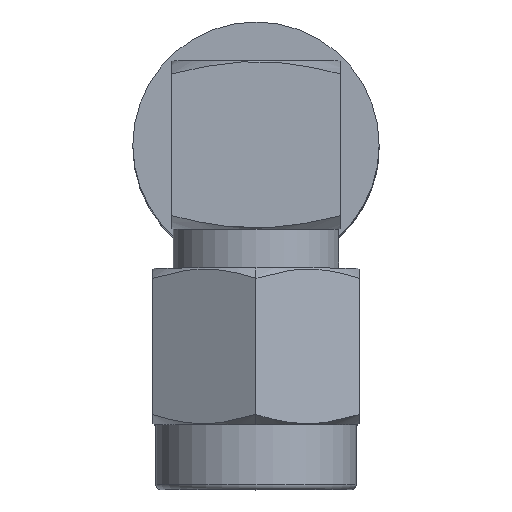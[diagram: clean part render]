
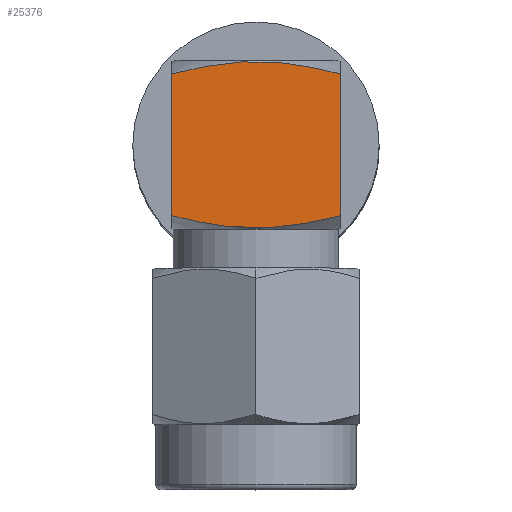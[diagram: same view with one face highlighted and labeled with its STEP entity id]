
A CAD part, top view. The second image highlights one B-rep face of the part: STEP entity #25376.
In plain terms, the highlighted face is planar.
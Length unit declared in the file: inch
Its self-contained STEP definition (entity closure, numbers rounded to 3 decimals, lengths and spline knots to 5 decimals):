
#1159 = EDGE_CURVE ( 'NONE', #16905, #2383, #1474, .T. ) ;
#1417 = DIRECTION ( 'NONE',  ( 0., 1., 0. ) ) ;
#1474 = B_SPLINE_CURVE_WITH_KNOTS ( 'NONE', 3,
 ( #16318, #13962, #7460, #24657, #3582, #26883, #7321, #26355, #26627, #15781 ),
 .UNSPECIFIED., .F., .F.,
 ( 4, 2, 2, 2, 4 ),
 ( 0.00335, 0.005, 0.00666, 0.00831, 0.00996 ),
 .UNSPECIFIED. ) ;
#1683 = CARTESIAN_POINT ( 'NONE',  ( -0.10691, 0., 0.11292 ) ) ;
#2383 = VERTEX_POINT ( 'NONE', #13509 ) ;
#3273 = ORIENTED_EDGE ( 'NONE', *, *, #6588, .T. ) ;
#3540 = CARTESIAN_POINT ( 'NONE',  ( -0.12795, 0., -0.12795 ) ) ;
#3582 = CARTESIAN_POINT ( 'NONE',  ( -0.02166, 0., -0.12653 ) ) ;
#3628 = CARTESIAN_POINT ( 'NONE',  ( -0.12795, 0., 0.1076 ) ) ;
#4758 = VERTEX_POINT ( 'NONE', #23312 ) ;
#5516 = VECTOR ( 'NONE', #22055, 39.37008 ) ;
#5885 = EDGE_CURVE ( 'NONE', #11212, #2383, #7196, .T. ) ;
#5927 = ORIENTED_EDGE ( 'NONE', *, *, #9427, .F. ) ;
#6379 = CARTESIAN_POINT ( 'NONE',  ( -0.08562, 0., 0.11768 ) ) ;
#6588 = EDGE_CURVE ( 'NONE', #11212, #4758, #17799, .T. ) ;
#7196 = LINE ( 'NONE', #11220, #5516 ) ;
#7321 = CARTESIAN_POINT ( 'NONE',  ( 0.04268, 0., -0.12456 ) ) ;
#7460 = CARTESIAN_POINT ( 'NONE',  ( -0.08562, 0., -0.11768 ) ) ;
#7810 = DIRECTION ( 'NONE',  ( 0., 0., 1. ) ) ;
#9190 = AXIS2_PLACEMENT_3D ( 'NONE', #22629, #1417, #26304 ) ;
#9427 = EDGE_CURVE ( 'NONE', #16905, #4758, #11444, .T. ) ;
#10399 = CARTESIAN_POINT ( 'NONE',  ( -0.02166, 0., 0.12653 ) ) ;
#11212 = VERTEX_POINT ( 'NONE', #22354 ) ;
#11220 = CARTESIAN_POINT ( 'NONE',  ( 0.12795, 0., -0.12795 ) ) ;
#11444 = LINE ( 'NONE', #3540, #16404 ) ;
#12473 = CARTESIAN_POINT ( 'NONE',  ( 0.08577, 0., 0.11766 ) ) ;
#13509 = CARTESIAN_POINT ( 'NONE',  ( 0.12795, 0., -0.1076 ) ) ;
#13962 = CARTESIAN_POINT ( 'NONE',  ( -0.10691, 0., -0.11292 ) ) ;
#15781 = CARTESIAN_POINT ( 'NONE',  ( 0.12795, 0., -0.1076 ) ) ;
#16318 = CARTESIAN_POINT ( 'NONE',  ( -0.12795, 0., -0.1076 ) ) ;
#16364 = CARTESIAN_POINT ( 'NONE',  ( 0.12795, 0., 0.1076 ) ) ;
#16404 = VECTOR ( 'NONE', #7810, 39.37008 ) ;
#16483 = ORIENTED_EDGE ( 'NONE', *, *, #1159, .T. ) ;
#16639 = CARTESIAN_POINT ( 'NONE',  ( 0.10696, 0., 0.11291 ) ) ;
#16905 = VERTEX_POINT ( 'NONE', #25776 ) ;
#17799 = B_SPLINE_CURVE_WITH_KNOTS ( 'NONE', 3,
 ( #16364, #16639, #12473, #18729, #24844, #10399, #22626, #6379, #1683, #3628 ),
 .UNSPECIFIED., .F., .F.,
 ( 4, 2, 2, 2, 4 ),
 ( 0.01034, 0.01199, 0.01363, 0.01528, 0.01693 ),
 .UNSPECIFIED. ) ;
#18729 = CARTESIAN_POINT ( 'NONE',  ( 0.04268, 0., 0.12456 ) ) ;
#22055 = DIRECTION ( 'NONE',  ( 0., 0., -1. ) ) ;
#22354 = CARTESIAN_POINT ( 'NONE',  ( 0.12795, 0., 0.1076 ) ) ;
#22626 = CARTESIAN_POINT ( 'NONE',  ( -0.04301, 0., 0.12451 ) ) ;
#22629 = CARTESIAN_POINT ( 'NONE',  ( -0.12795, 0., 0.12795 ) ) ;
#23312 = CARTESIAN_POINT ( 'NONE',  ( -0.12795, 0., 0.1076 ) ) ;
#24074 = FACE_OUTER_BOUND ( 'NONE', #25422, .T. ) ;
#24657 = CARTESIAN_POINT ( 'NONE',  ( -0.04301, 0., -0.12451 ) ) ;
#24844 = CARTESIAN_POINT ( 'NONE',  ( 0.02118, 0., 0.12656 ) ) ;
#25376 = ADVANCED_FACE ( 'NONE', ( #24074 ), #27069, .F. ) ;
#25422 = EDGE_LOOP ( 'NONE', ( #5927, #16483, #26046, #3273 ) ) ;
#25776 = CARTESIAN_POINT ( 'NONE',  ( -0.12795, 0., -0.1076 ) ) ;
#26046 = ORIENTED_EDGE ( 'NONE', *, *, #5885, .F. ) ;
#26304 = DIRECTION ( 'NONE',  ( 0., 0., 1. ) ) ;
#26355 = CARTESIAN_POINT ( 'NONE',  ( 0.08577, 0., -0.11766 ) ) ;
#26627 = CARTESIAN_POINT ( 'NONE',  ( 0.10696, 0., -0.11291 ) ) ;
#26883 = CARTESIAN_POINT ( 'NONE',  ( 0.02118, 0., -0.12656 ) ) ;
#27069 = PLANE ( 'NONE',  #9190 ) ;
